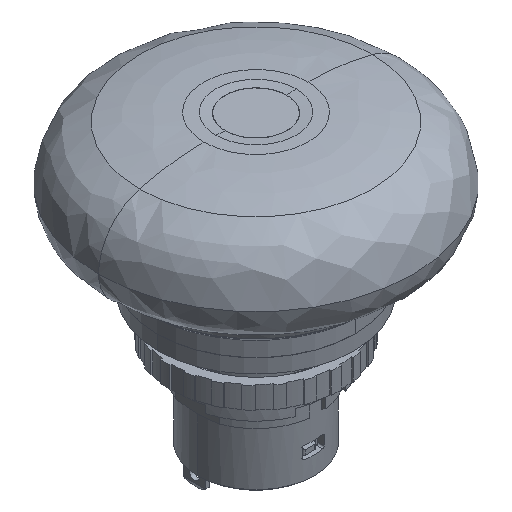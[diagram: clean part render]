
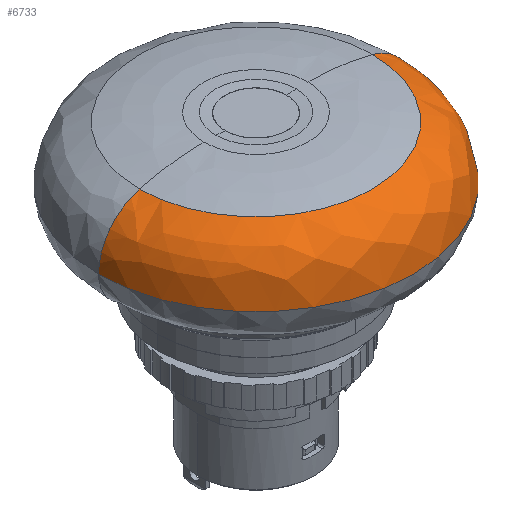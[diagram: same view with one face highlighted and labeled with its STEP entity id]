
A CAD part, isometric view. The second image highlights one B-rep face of the part: STEP entity #6733.
In plain terms, the highlighted free-form (B-spline) face has degree [3, 3] with [4, 4] control points.
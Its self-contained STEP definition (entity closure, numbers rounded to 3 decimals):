
#244 = CARTESIAN_POINT ( 'NONE',  ( -20., -40., -4.53 ) ) ;
#259 = DIRECTION ( 'NONE',  ( 1., 0., 0. ) ) ;
#456 = CIRCLE ( 'NONE', #6380, 7. ) ;
#1036 = CARTESIAN_POINT ( 'NONE',  ( 17.985, -35.97, -1.912 ) ) ;
#1543 = VERTEX_POINT ( 'NONE', #8291 ) ;
#1836 = CARTESIAN_POINT ( 'NONE',  ( 14.792, 0., -1.066 ) ) ;
#2083 = CARTESIAN_POINT ( 'NONE',  ( -14.792, 0., -1.066 ) ) ;
#2095 = DIRECTION ( 'NONE',  ( 0., 0., -1. ) ) ;
#2109 = CARTESIAN_POINT ( 'NONE',  ( -13., 0., -7.833 ) ) ;
#2309 = CIRCLE ( 'NONE', #8245, 7. ) ;
#2347 = CIRCLE ( 'NONE', #3710, 20. ) ;
#2619 = CARTESIAN_POINT ( 'NONE',  ( -14.792, 0., -1.066 ) ) ;
#2624 = CARTESIAN_POINT ( 'NONE',  ( 0., 0., -1.066 ) ) ;
#2680 = EDGE_CURVE ( 'NONE', #4995, #5394, #2347, .T. ) ;
#2682 = CARTESIAN_POINT ( 'NONE',  ( -20., -40., -7.833 ) ) ;
#3472 = CARTESIAN_POINT ( 'NONE',  ( 20., -40., -4.53 ) ) ;
#3710 = AXIS2_PLACEMENT_3D ( 'NONE', #9381, #2095, #5339 ) ;
#3898 = VERTEX_POINT ( 'NONE', #2083 ) ;
#4274 = CARTESIAN_POINT ( 'NONE',  ( 17.985, 0., -1.912 ) ) ;
#4287 = CARTESIAN_POINT ( 'NONE',  ( 13., 0., -7.833 ) ) ;
#4329 = ORIENTED_EDGE ( 'NONE', *, *, #10332, .T. ) ;
#4414 = EDGE_CURVE ( 'NONE', #3898, #5394, #2309, .T. ) ;
#4475 = EDGE_LOOP ( 'NONE', ( #4329, #7987, #5910, #6850 ) ) ;
#4995 = VERTEX_POINT ( 'NONE', #9346 ) ;
#5077 = CARTESIAN_POINT ( 'NONE',  ( -17.985, 0., -1.912 ) ) ;
#5339 = DIRECTION ( 'NONE',  ( 1., 0., 0. ) ) ;
#5351 = DIRECTION ( 'NONE',  ( 0., -1., 0. ) ) ;
#5394 = VERTEX_POINT ( 'NONE', #9333 ) ;
#5769 = AXIS2_PLACEMENT_3D ( 'NONE', #2624, #5867, #9117 ) ;
#5860 = CARTESIAN_POINT ( 'NONE',  ( -14.792, -29.584, -1.066 ) ) ;
#5867 = DIRECTION ( 'NONE',  ( 0., 0., -1. ) ) ;
#5910 = ORIENTED_EDGE ( 'NONE', *, *, #2680, .F. ) ;
#5923 = CARTESIAN_POINT ( 'NONE',  ( 20., -40., -7.833 ) ) ;
#6018 = EDGE_CURVE ( 'NONE', #1543, #4995, #456, .T. ) ;
#6380 = AXIS2_PLACEMENT_3D ( 'NONE', #4287, #7532, #259 ) ;
#6660 = FACE_OUTER_BOUND ( 'NONE', #4475, .T. ) ;
#6713 = CARTESIAN_POINT ( 'NONE',  ( 20., 0., -4.53 ) ) ;
#6733 = ADVANCED_FACE ( 'NONE', ( #6660 ), #6744, .T. ) ;
#6744 =( BOUNDED_SURFACE ( )  B_SPLINE_SURFACE ( 3, 3, ( 
 ( #2619, #5860, #9109, #1836 ),
 ( #5077, #8320, #1036, #4274 ),
 ( #7518, #244, #3472, #6713 ),
 ( #9960, #2682, #5923, #9166 ) ),
 .UNSPECIFIED., .F., .F., .F. ) 
 B_SPLINE_SURFACE_WITH_KNOTS ( ( 4, 4 ),
 ( 4, 4 ),
 ( 0., 1. ),
 ( 0., 1. ),
 .UNSPECIFIED. ) 
 GEOMETRIC_REPRESENTATION_ITEM ( )  RATIONAL_B_SPLINE_SURFACE ( (
 ( 1., 0.333, 0.333, 1.),
 ( 0.862, 0.287, 0.287, 0.862),
 ( 0.862, 0.287, 0.287, 0.862),
 ( 1., 0.333, 0.333, 1.) ) ) 
 REPRESENTATION_ITEM ( '' )  SURFACE ( )  );
#6850 = ORIENTED_EDGE ( 'NONE', *, *, #6018, .F. ) ;
#7518 = CARTESIAN_POINT ( 'NONE',  ( -20., 0., -4.53 ) ) ;
#7532 = DIRECTION ( 'NONE',  ( 0., 1., 0. ) ) ;
#7987 = ORIENTED_EDGE ( 'NONE', *, *, #4414, .T. ) ;
#8245 = AXIS2_PLACEMENT_3D ( 'NONE', #2109, #5351, #8590 ) ;
#8291 = CARTESIAN_POINT ( 'NONE',  ( 14.792, 0., -1.066 ) ) ;
#8320 = CARTESIAN_POINT ( 'NONE',  ( -17.985, -35.97, -1.912 ) ) ;
#8590 = DIRECTION ( 'NONE',  ( -1., 0., 0. ) ) ;
#9109 = CARTESIAN_POINT ( 'NONE',  ( 14.792, -29.584, -1.066 ) ) ;
#9117 = DIRECTION ( 'NONE',  ( 1., 0., 0. ) ) ;
#9166 = CARTESIAN_POINT ( 'NONE',  ( 20., 0., -7.833 ) ) ;
#9333 = CARTESIAN_POINT ( 'NONE',  ( -20., 0., -7.833 ) ) ;
#9346 = CARTESIAN_POINT ( 'NONE',  ( 20., 0., -7.833 ) ) ;
#9381 = CARTESIAN_POINT ( 'NONE',  ( 0., 0., -7.833 ) ) ;
#9960 = CARTESIAN_POINT ( 'NONE',  ( -20., 0., -7.833 ) ) ;
#10332 = EDGE_CURVE ( 'NONE', #1543, #3898, #10370, .T. ) ;
#10370 = CIRCLE ( 'NONE', #5769, 14.792 ) ;
